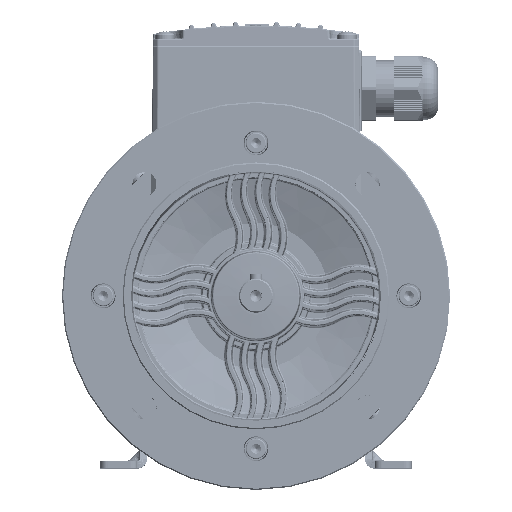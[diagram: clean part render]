
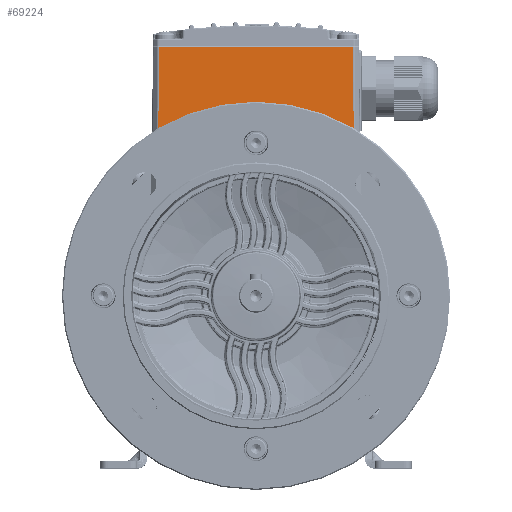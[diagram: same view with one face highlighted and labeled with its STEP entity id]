
A CAD part, top view. The second image highlights one B-rep face of the part: STEP entity #69224.
In plain terms, the highlighted planar face has unit normal (0, 0.009, 1).
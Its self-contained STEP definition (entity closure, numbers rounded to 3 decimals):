
#836 = LINE ( 'NONE', #95654, #54966 ) ;
#921 = CARTESIAN_POINT ( 'NONE',  ( -6.165, 68., 124.005 ) ) ;
#3175 = CARTESIAN_POINT ( 'NONE',  ( -28.864, 68., 124.005 ) ) ;
#4151 = CARTESIAN_POINT ( 'NONE',  ( 6.161, 68., 124.004 ) ) ;
#11260 = LINE ( 'NONE', #65287, #151303 ) ;
#24791 = ORIENTED_EDGE ( 'NONE', *, *, #80136, .T. ) ;
#29848 = CARTESIAN_POINT ( 'NONE',  ( -40.086, 102.999, 123.7 ) ) ;
#33402 = CARTESIAN_POINT ( 'NONE',  ( 40.088, 102.504, 123.704 ) ) ;
#34733 = LINE ( 'NONE', #88753, #98749 ) ;
#37439 = EDGE_CURVE ( 'NONE', #88615, #45967, #94483, .T. ) ;
#40656 = EDGE_CURVE ( 'NONE', #126610, #82507, #151185, .T. ) ;
#44549 = DIRECTION ( 'NONE',  ( 0., 0.009, 1. ) ) ;
#45306 = EDGE_LOOP ( 'NONE', ( #125469, #106958, #160678, #24791, #97859, #81175 ) ) ;
#45967 = VERTEX_POINT ( 'NONE', #103019 ) ;
#54966 = VECTOR ( 'NONE', #149630, 1000. ) ;
#55140 = VERTEX_POINT ( 'NONE', #921 ) ;
#57252 = CARTESIAN_POINT ( 'NONE',  ( -17.515, 68., 124.005 ) ) ;
#57870 = FACE_OUTER_BOUND ( 'NONE', #45306, .T. ) ;
#58223 = CARTESIAN_POINT ( 'NONE',  ( 17.511, 68., 124.005 ) ) ;
#65287 = CARTESIAN_POINT ( 'NONE',  ( 40.085, 103.291, 123.697 ) ) ;
#69224 = ADVANCED_FACE ( 'NONE', ( #57870 ), #111837, .T. ) ;
#69329 = EDGE_CURVE ( 'NONE', #77751, #126610, #34733, .T. ) ;
#77751 = VERTEX_POINT ( 'NONE', #33402 ) ;
#80136 = EDGE_CURVE ( 'NONE', #82507, #55140, #166184, .T. ) ;
#81175 = ORIENTED_EDGE ( 'NONE', *, *, #37439, .T. ) ;
#82507 = VERTEX_POINT ( 'NONE', #148359 ) ;
#83896 = DIRECTION ( 'NONE',  ( -0.004, -1., 0.009 ) ) ;
#88615 = VERTEX_POINT ( 'NONE', #131973 ) ;
#88753 = CARTESIAN_POINT ( 'NONE',  ( -40.5, 102.504, 123.704 ) ) ;
#91243 = VECTOR ( 'NONE', #83896, 1000. ) ;
#94483 = B_SPLINE_CURVE_WITH_KNOTS ( 'NONE', 3,
 ( #4151, #58223, #112214, #166206 ),
 .UNSPECIFIED., .F., .F.,
 ( 4, 4 ),
 ( 0.577, 1. ),
 .UNSPECIFIED. ) ;
#95654 = CARTESIAN_POINT ( 'NONE',  ( -40.5, 68., 124.005 ) ) ;
#97859 = ORIENTED_EDGE ( 'NONE', *, *, #130052, .T. ) ;
#98574 = DIRECTION ( 'NONE',  ( 0., -1., 0.009 ) ) ;
#98749 = VECTOR ( 'NONE', #142710, 1000. ) ;
#103019 = CARTESIAN_POINT ( 'NONE',  ( 40.212, 68., 124.002 ) ) ;
#105351 = EDGE_CURVE ( 'NONE', #45967, #77751, #11260, .T. ) ;
#106958 = ORIENTED_EDGE ( 'NONE', *, *, #69329, .T. ) ;
#111228 = CARTESIAN_POINT ( 'NONE',  ( -6.165, 68., 124.005 ) ) ;
#111837 = PLANE ( 'NONE',  #115683 ) ;
#112214 = CARTESIAN_POINT ( 'NONE',  ( 28.862, 68., 124.005 ) ) ;
#112512 = CARTESIAN_POINT ( 'NONE',  ( -40.088, 102.504, 123.704 ) ) ;
#115683 = AXIS2_PLACEMENT_3D ( 'NONE', #165823, #44549, #98574 ) ;
#119294 = DIRECTION ( 'NONE',  ( -0.004, 1., -0.009 ) ) ;
#124516 = CARTESIAN_POINT ( 'NONE',  ( -40.212, 68., 124.003 ) ) ;
#125469 = ORIENTED_EDGE ( 'NONE', *, *, #105351, .T. ) ;
#126610 = VERTEX_POINT ( 'NONE', #112512 ) ;
#130052 = EDGE_CURVE ( 'NONE', #55140, #88615, #836, .T. ) ;
#131973 = CARTESIAN_POINT ( 'NONE',  ( 6.161, 68., 124.004 ) ) ;
#142710 = DIRECTION ( 'NONE',  ( -1., 0., 0. ) ) ;
#148359 = CARTESIAN_POINT ( 'NONE',  ( -40.212, 68., 124.003 ) ) ;
#149630 = DIRECTION ( 'NONE',  ( 1., 0., 0. ) ) ;
#151185 = LINE ( 'NONE', #29848, #91243 ) ;
#151303 = VECTOR ( 'NONE', #119294, 1000. ) ;
#160678 = ORIENTED_EDGE ( 'NONE', *, *, #40656, .T. ) ;
#165823 = CARTESIAN_POINT ( 'NONE',  ( -40.5, 103., 123.7 ) ) ;
#166184 = B_SPLINE_CURVE_WITH_KNOTS ( 'NONE', 3,
 ( #124516, #3175, #57252, #111228 ),
 .UNSPECIFIED., .F., .F.,
 ( 4, 4 ),
 ( 0., 0.423 ),
 .UNSPECIFIED. ) ;
#166206 = CARTESIAN_POINT ( 'NONE',  ( 40.212, 68., 124.002 ) ) ;
